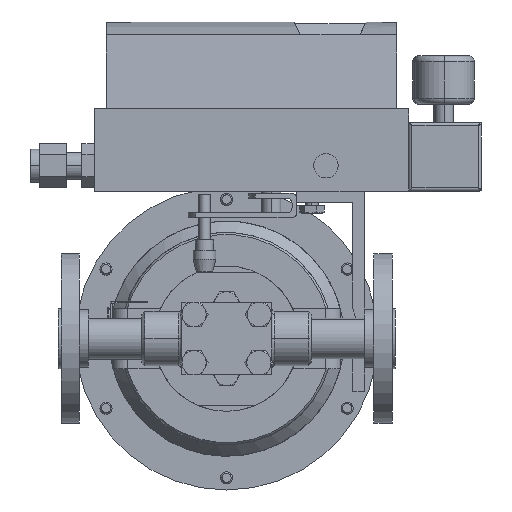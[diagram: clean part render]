
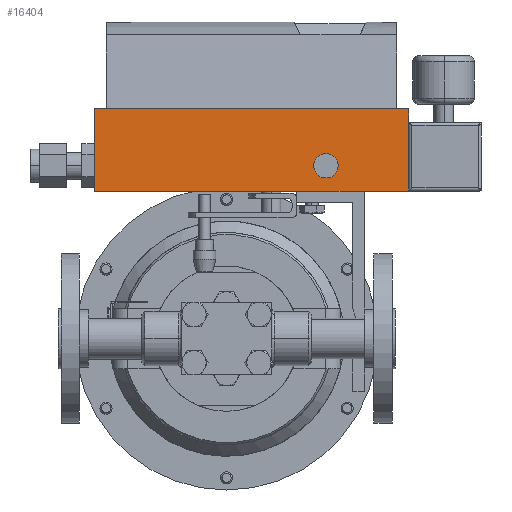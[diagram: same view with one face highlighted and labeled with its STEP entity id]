
A CAD part, front view. The second image highlights one B-rep face of the part: STEP entity #16404.
In plain terms, the highlighted planar face has unit normal (0, -1, 0).
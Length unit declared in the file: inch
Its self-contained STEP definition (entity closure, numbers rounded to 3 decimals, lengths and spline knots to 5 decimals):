
#159 = EDGE_LOOP ( 'NONE', ( #227, #2834, #16934, #11284, #13745, #27084, #13810, #19501, #11119 ) ) ;
#227 = ORIENTED_EDGE ( 'NONE', *, *, #28631, .T. ) ;
#390 = CARTESIAN_POINT ( 'NONE',  ( 4.14958, 8.47725, 9.08496 ) ) ;
#597 = LINE ( 'NONE', #20294, #20316 ) ;
#2373 = LINE ( 'NONE', #2950, #8396 ) ;
#2645 = LINE ( 'NONE', #28574, #16368 ) ;
#2834 = ORIENTED_EDGE ( 'NONE', *, *, #6244, .T. ) ;
#2891 = VERTEX_POINT ( 'NONE', #21437 ) ;
#2940 = CARTESIAN_POINT ( 'NONE',  ( 5.61132, 8.47725, 8.31231 ) ) ;
#2950 = CARTESIAN_POINT ( 'NONE',  ( 5.61132, 8.47725, 8.31231 ) ) ;
#3245 = VECTOR ( 'NONE', #17404, 39.37008 ) ;
#3741 = EDGE_CURVE ( 'NONE', #11806, #29929, #2645, .T. ) ;
#4407 = LINE ( 'NONE', #21015, #31073 ) ;
#5228 = VECTOR ( 'NONE', #25167, 39.37008 ) ;
#5434 = CARTESIAN_POINT ( 'NONE',  ( 5.86132, 8.47725, 10.01228 ) ) ;
#6244 = EDGE_CURVE ( 'NONE', #9339, #11921, #597, .T. ) ;
#6421 = VERTEX_POINT ( 'NONE', #21138 ) ;
#6427 = AXIS2_PLACEMENT_3D ( 'NONE', #27945, #12530, #30554 ) ;
#7063 = VECTOR ( 'NONE', #7987, 39.37008 ) ;
#7539 = EDGE_CURVE ( 'NONE', #2891, #32724, #12127, .T. ) ;
#7987 = DIRECTION ( 'NONE',  ( 0., 0., 1. ) ) ;
#8396 = VECTOR ( 'NONE', #18444, 39.37008 ) ;
#9242 = FACE_OUTER_BOUND ( 'NONE', #159, .T. ) ;
#9316 = LINE ( 'NONE', #2940, #28277 ) ;
#9339 = VERTEX_POINT ( 'NONE', #28729 ) ;
#10077 = LINE ( 'NONE', #30215, #3245 ) ;
#10213 = VERTEX_POINT ( 'NONE', #13967 ) ;
#10802 = CARTESIAN_POINT ( 'NONE',  ( 5.61132, 8.47725, 8.31231 ) ) ;
#11119 = ORIENTED_EDGE ( 'NONE', *, *, #7539, .T. ) ;
#11284 = ORIENTED_EDGE ( 'NONE', *, *, #3741, .F. ) ;
#11393 = AXIS2_PLACEMENT_3D ( 'NONE', #10802, #13419, #31409 ) ;
#11412 = VERTEX_POINT ( 'NONE', #24629 ) ;
#11420 = VERTEX_POINT ( 'NONE', #14457 ) ;
#11806 = VERTEX_POINT ( 'NONE', #17780 ) ;
#11921 = VERTEX_POINT ( 'NONE', #5434 ) ;
#12035 = CARTESIAN_POINT ( 'NONE',  ( 4.14958, 8.47725, 8.83339 ) ) ;
#12127 = LINE ( 'NONE', #14771, #5228 ) ;
#12530 = DIRECTION ( 'NONE',  ( 0., -1., 0. ) ) ;
#13178 = DIRECTION ( 'NONE',  ( 1., 0., 0. ) ) ;
#13261 = AXIS2_PLACEMENT_3D ( 'NONE', #12035, #30071, #14635 ) ;
#13419 = DIRECTION ( 'NONE',  ( 0., 1., 0. ) ) ;
#13745 = ORIENTED_EDGE ( 'NONE', *, *, #22981, .F. ) ;
#13810 = ORIENTED_EDGE ( 'NONE', *, *, #26580, .T. ) ;
#13967 = CARTESIAN_POINT ( 'NONE',  ( 3.54132, 8.47725, 8.31231 ) ) ;
#14233 = CIRCLE ( 'NONE', #6427, 0.25157 ) ;
#14284 = EDGE_CURVE ( 'NONE', #10213, #2891, #9316, .T. ) ;
#14287 = VERTEX_POINT ( 'NONE', #390 ) ;
#14457 = CARTESIAN_POINT ( 'NONE',  ( -0.63868, 8.47725, 8.31231 ) ) ;
#14635 = DIRECTION ( 'NONE',  ( 0., 0., -1. ) ) ;
#14771 = CARTESIAN_POINT ( 'NONE',  ( 5.61132, 8.47725, 8.31231 ) ) ;
#15052 = CIRCLE ( 'NONE', #13261, 0.25157 ) ;
#16368 = VECTOR ( 'NONE', #13178, 39.37008 ) ;
#16404 = ADVANCED_FACE ( 'NONE', ( #9242, #22990 ), #26165, .F. ) ;
#16934 = ORIENTED_EDGE ( 'NONE', *, *, #25060, .F. ) ;
#17404 = DIRECTION ( 'NONE',  ( 1., 0., 0. ) ) ;
#17780 = CARTESIAN_POINT ( 'NONE',  ( -0.38868, 8.47725, 10.01228 ) ) ;
#18331 = VECTOR ( 'NONE', #21312, 39.37008 ) ;
#18444 = DIRECTION ( 'NONE',  ( 1., 0., 0. ) ) ;
#18867 = CARTESIAN_POINT ( 'NONE',  ( -0.63868, 8.47725, 10.01228 ) ) ;
#19501 = ORIENTED_EDGE ( 'NONE', *, *, #14284, .T. ) ;
#20294 = CARTESIAN_POINT ( 'NONE',  ( 5.86132, 8.47725, 8.31231 ) ) ;
#20316 = VECTOR ( 'NONE', #20414, 39.37008 ) ;
#20414 = DIRECTION ( 'NONE',  ( 0., 0., 1. ) ) ;
#20843 = LINE ( 'NONE', #25994, #7063 ) ;
#20870 = EDGE_LOOP ( 'NONE', ( #31955, #29626 ) ) ;
#21015 = CARTESIAN_POINT ( 'NONE',  ( -0.63868, 8.47725, 8.31231 ) ) ;
#21138 = CARTESIAN_POINT ( 'NONE',  ( -0.63868, 8.47725, 10.01228 ) ) ;
#21312 = DIRECTION ( 'NONE',  ( 1., 0., 0. ) ) ;
#21437 = CARTESIAN_POINT ( 'NONE',  ( 4.94132, 8.47725, 8.31231 ) ) ;
#22981 = EDGE_CURVE ( 'NONE', #6421, #11806, #32763, .T. ) ;
#22990 = FACE_BOUND ( 'NONE', #20870, .T. ) ;
#23174 = EDGE_CURVE ( 'NONE', #14287, #11412, #15052, .T. ) ;
#23776 = CARTESIAN_POINT ( 'NONE',  ( 5.61132, 8.47725, 10.01228 ) ) ;
#23893 = EDGE_CURVE ( 'NONE', #11412, #14287, #14233, .T. ) ;
#24629 = CARTESIAN_POINT ( 'NONE',  ( 4.14958, 8.47725, 8.58182 ) ) ;
#25060 = EDGE_CURVE ( 'NONE', #29929, #11921, #10077, .T. ) ;
#25167 = DIRECTION ( 'NONE',  ( 1., 0., 0. ) ) ;
#25994 = CARTESIAN_POINT ( 'NONE',  ( 5.86132, 8.47725, 11.31832 ) ) ;
#26165 = PLANE ( 'NONE',  #11393 ) ;
#26580 = EDGE_CURVE ( 'NONE', #11420, #10213, #2373, .T. ) ;
#27084 = ORIENTED_EDGE ( 'NONE', *, *, #33171, .F. ) ;
#27945 = CARTESIAN_POINT ( 'NONE',  ( 4.14958, 8.47725, 8.83339 ) ) ;
#28277 = VECTOR ( 'NONE', #28748, 39.37008 ) ;
#28574 = CARTESIAN_POINT ( 'NONE',  ( -0.38868, 8.47725, 10.01228 ) ) ;
#28631 = EDGE_CURVE ( 'NONE', #32724, #9339, #20843, .T. ) ;
#28729 = CARTESIAN_POINT ( 'NONE',  ( 5.86132, 8.47725, 9.72972 ) ) ;
#28748 = DIRECTION ( 'NONE',  ( 1., 0., 0. ) ) ;
#29377 = CARTESIAN_POINT ( 'NONE',  ( 5.86132, 8.47725, 8.31231 ) ) ;
#29626 = ORIENTED_EDGE ( 'NONE', *, *, #23174, .F. ) ;
#29929 = VERTEX_POINT ( 'NONE', #23776 ) ;
#30071 = DIRECTION ( 'NONE',  ( 0., -1., 0. ) ) ;
#30215 = CARTESIAN_POINT ( 'NONE',  ( 5.61132, 8.47725, 10.01228 ) ) ;
#30554 = DIRECTION ( 'NONE',  ( 0., 0., -1. ) ) ;
#31073 = VECTOR ( 'NONE', #31358, 39.37008 ) ;
#31358 = DIRECTION ( 'NONE',  ( 0., 0., 1. ) ) ;
#31409 = DIRECTION ( 'NONE',  ( 0., 0., -1. ) ) ;
#31955 = ORIENTED_EDGE ( 'NONE', *, *, #23893, .F. ) ;
#32724 = VERTEX_POINT ( 'NONE', #29377 ) ;
#32763 = LINE ( 'NONE', #18867, #18331 ) ;
#33171 = EDGE_CURVE ( 'NONE', #11420, #6421, #4407, .T. ) ;
